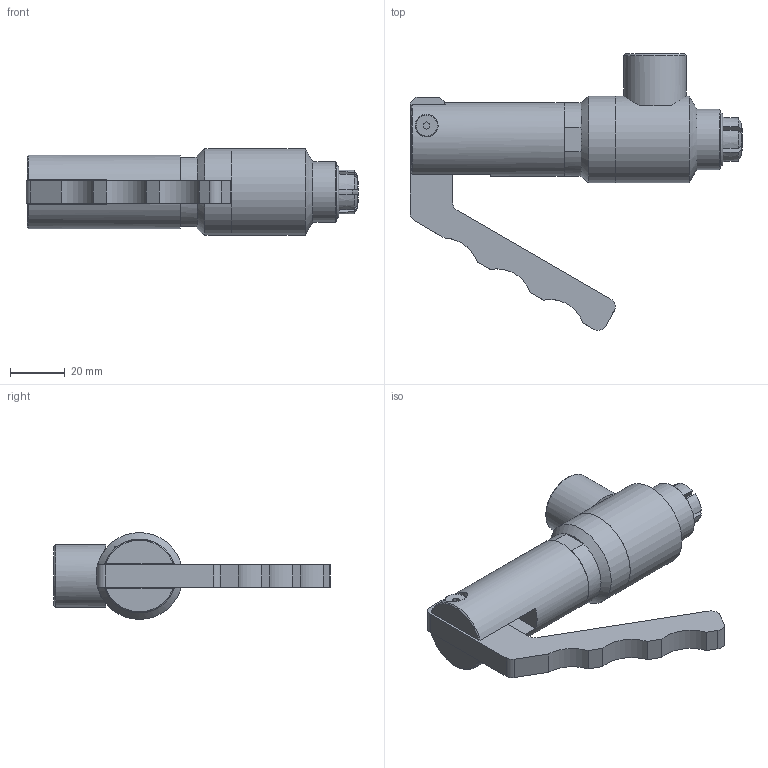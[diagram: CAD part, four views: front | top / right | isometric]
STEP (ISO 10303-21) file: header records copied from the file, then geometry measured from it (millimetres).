
FILE_DESCRIPTION(/* description */ (''),/* implementation_level */ '2;1');
FILE_NAME(/* name */ 'FNL-066T065.stp',/* time_stamp */ '2020-09-22T10:23:44-05:00',/* author */ ('scott.gulden'),/* organization */ ('FasTest,Inc.'),/* preprocessor_version */ 'ST-DEVELOPER v17.2',/* originating_system */ 'Autodesk Inventor 2019',/* authorisation */ '');
FILE_SCHEMA (('AUTOMOTIVE_DESIGN { 1 0 10303 214 3 1 1 }'));
Length unit declared in the file: inch
Products named in the file (1): FNL-066T065
Bounding box: 121.26 x 101.09 x 31.75 mm (x, y, z)
Volume: 78276.8 mm3; surface area: 22344.8 mm2
Topology: 2 solids, 2 shells, 164 faces, 444 edges, 302 vertices
Faces by surface type: plane 102, cone 29, cylinder 26, torus 7
Full cylindrical faces by diameter (mm): 4.826 x2, 4.978 x1, 6.61 x1, 6.96 x1, 8.157 x1, 8.331 x1, 14.961 x2, 21.971 x1, 22.86 x1, 25.044 x1, 26.924 x1, 27.483 x1, 31.75 x2
Entity records: 5485 total; most frequent: CARTESIAN_POINT 1335, ORIENTED_EDGE 886, DIRECTION 841, EDGE_CURVE 443, AXIS2_PLACEMENT_3D 314, VERTEX_POINT 302, LINE 213, VECTOR 213
